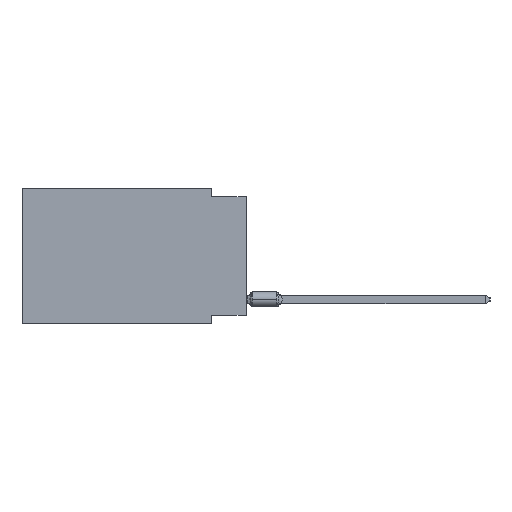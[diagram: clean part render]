
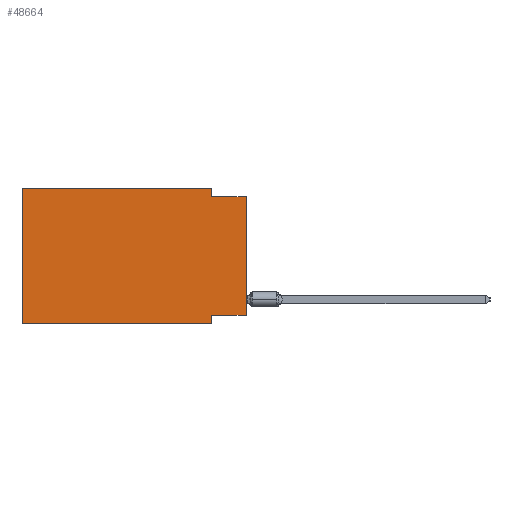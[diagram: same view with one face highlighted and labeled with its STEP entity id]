
A CAD part, left-side view. The second image highlights one B-rep face of the part: STEP entity #48664.
In plain terms, the highlighted planar face has unit normal (-1, 0, 0).
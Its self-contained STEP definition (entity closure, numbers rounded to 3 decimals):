
#128 = CARTESIAN_POINT ( 'NONE',  ( 0., 0., -0.635 ) ) ;
#2515 = FACE_OUTER_BOUND ( 'NONE', #39673, .T. ) ;
#3063 = CARTESIAN_POINT ( 'NONE',  ( 0., 0., -0.635 ) ) ;
#3892 = EDGE_CURVE ( 'NONE', #36378, #37040, #9302, .T. ) ;
#4424 = CARTESIAN_POINT ( 'NONE',  ( 0., 16.383, 0. ) ) ;
#6585 = VECTOR ( 'NONE', #57113, 1000. ) ;
#7712 = CARTESIAN_POINT ( 'NONE',  ( 0., 2.54, -0.635 ) ) ;
#9105 = ORIENTED_EDGE ( 'NONE', *, *, #38440, .F. ) ;
#9302 = LINE ( 'NONE', #70150, #52189 ) ;
#12340 = CARTESIAN_POINT ( 'NONE',  ( 0., 2.54, 0. ) ) ;
#13246 = VECTOR ( 'NONE', #57712, 1000. ) ;
#13427 = CARTESIAN_POINT ( 'NONE',  ( 0., 2.54, -9.906 ) ) ;
#15576 = VERTEX_POINT ( 'NONE', #82560 ) ;
#20170 = VECTOR ( 'NONE', #72585, 1000. ) ;
#20329 = CARTESIAN_POINT ( 'NONE',  ( 0., 0., 0. ) ) ;
#21369 = VECTOR ( 'NONE', #46641, 1000. ) ;
#21686 = VERTEX_POINT ( 'NONE', #7712 ) ;
#21941 = DIRECTION ( 'NONE',  ( 0., 0., -1. ) ) ;
#22208 = LINE ( 'NONE', #40784, #33482 ) ;
#23186 = CARTESIAN_POINT ( 'NONE',  ( 0., 16.383, 0. ) ) ;
#24066 = EDGE_CURVE ( 'NONE', #37040, #71179, #32847, .T. ) ;
#27648 = VERTEX_POINT ( 'NONE', #23186 ) ;
#28960 = ORIENTED_EDGE ( 'NONE', *, *, #30017, .F. ) ;
#30017 = EDGE_CURVE ( 'NONE', #69750, #21686, #33037, .T. ) ;
#32847 = LINE ( 'NONE', #13427, #21369 ) ;
#33037 = LINE ( 'NONE', #12340, #13246 ) ;
#33482 = VECTOR ( 'NONE', #35578, 1000. ) ;
#33604 = ORIENTED_EDGE ( 'NONE', *, *, #65092, .T. ) ;
#34451 = EDGE_CURVE ( 'NONE', #15576, #71179, #70509, .T. ) ;
#35578 = DIRECTION ( 'NONE',  ( 0., 0., 1. ) ) ;
#35660 = ORIENTED_EDGE ( 'NONE', *, *, #34451, .T. ) ;
#36378 = VERTEX_POINT ( 'NONE', #54846 ) ;
#37040 = VERTEX_POINT ( 'NONE', #71930 ) ;
#38440 = EDGE_CURVE ( 'NONE', #27648, #69750, #44979, .T. ) ;
#39673 = EDGE_LOOP ( 'NONE', ( #33604, #52230, #28960, #9105, #81428, #35660, #42987, #60001 ) ) ;
#40784 = CARTESIAN_POINT ( 'NONE',  ( 0., 16.383, 0. ) ) ;
#41353 = CARTESIAN_POINT ( 'NONE',  ( 0., 16.383, 0. ) ) ;
#42987 = ORIENTED_EDGE ( 'NONE', *, *, #24066, .F. ) ;
#44979 = LINE ( 'NONE', #4424, #6585 ) ;
#45517 = CARTESIAN_POINT ( 'NONE',  ( 0., 2.54, -9.906 ) ) ;
#46641 = DIRECTION ( 'NONE',  ( 0., 0., -1. ) ) ;
#48664 = ADVANCED_FACE ( 'NONE', ( #2515 ), #61249, .F. ) ;
#49264 = AXIS2_PLACEMENT_3D ( 'NONE', #41353, #73767, #21941 ) ;
#52189 = VECTOR ( 'NONE', #68865, 1000. ) ;
#52230 = ORIENTED_EDGE ( 'NONE', *, *, #71900, .F. ) ;
#53166 = VERTEX_POINT ( 'NONE', #128 ) ;
#54846 = CARTESIAN_POINT ( 'NONE',  ( 0., 0., -9.271 ) ) ;
#56761 = LINE ( 'NONE', #20329, #20170 ) ;
#57113 = DIRECTION ( 'NONE',  ( 0., -1., 0. ) ) ;
#57712 = DIRECTION ( 'NONE',  ( 0., 0., -1. ) ) ;
#60001 = ORIENTED_EDGE ( 'NONE', *, *, #3892, .F. ) ;
#61249 = PLANE ( 'NONE',  #49264 ) ;
#63210 = DIRECTION ( 'NONE',  ( 0., -1., 0. ) ) ;
#65092 = EDGE_CURVE ( 'NONE', #36378, #53166, #56761, .T. ) ;
#67016 = EDGE_CURVE ( 'NONE', #15576, #27648, #22208, .T. ) ;
#68865 = DIRECTION ( 'NONE',  ( 0., 1., 0. ) ) ;
#69750 = VERTEX_POINT ( 'NONE', #73667 ) ;
#70150 = CARTESIAN_POINT ( 'NONE',  ( 0., 0., -9.271 ) ) ;
#70509 = LINE ( 'NONE', #76128, #74487 ) ;
#71179 = VERTEX_POINT ( 'NONE', #45517 ) ;
#71900 = EDGE_CURVE ( 'NONE', #21686, #53166, #81640, .T. ) ;
#71930 = CARTESIAN_POINT ( 'NONE',  ( 0., 2.54, -9.271 ) ) ;
#72585 = DIRECTION ( 'NONE',  ( 0., 0., 1. ) ) ;
#73667 = CARTESIAN_POINT ( 'NONE',  ( 0., 2.54, 0. ) ) ;
#73767 = DIRECTION ( 'NONE',  ( 1., 0., 0. ) ) ;
#73921 = DIRECTION ( 'NONE',  ( 0., -1., 0. ) ) ;
#74487 = VECTOR ( 'NONE', #63210, 1000. ) ;
#76128 = CARTESIAN_POINT ( 'NONE',  ( 0., 16.383, -9.906 ) ) ;
#78074 = VECTOR ( 'NONE', #73921, 1000. ) ;
#81428 = ORIENTED_EDGE ( 'NONE', *, *, #67016, .F. ) ;
#81640 = LINE ( 'NONE', #3063, #78074 ) ;
#82560 = CARTESIAN_POINT ( 'NONE',  ( 0., 16.383, -9.906 ) ) ;
